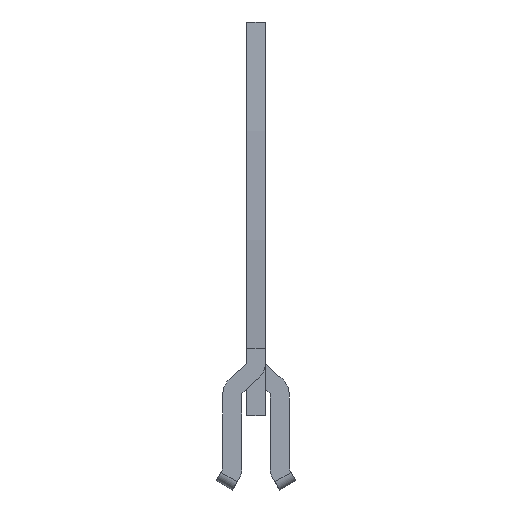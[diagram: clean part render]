
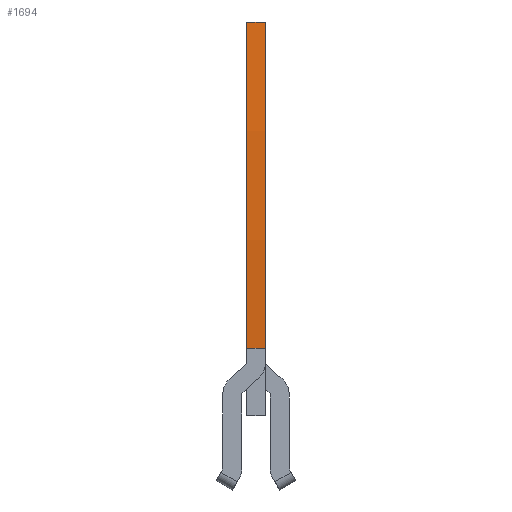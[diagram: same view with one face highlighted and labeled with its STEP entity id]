
A CAD part, left-side view. The second image highlights one B-rep face of the part: STEP entity #1694.
In plain terms, the highlighted cylindrical face has radius 39.15 mm (diameter 78.299 mm), a partial arc.
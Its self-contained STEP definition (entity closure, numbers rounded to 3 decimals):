
#16=CYLINDRICAL_SURFACE('',#1860,39.15);
#72=FACE_OUTER_BOUND('',#164,.T.);
#164=EDGE_LOOP('',(#1333,#1334,#1335,#1336));
#263=CIRCLE('',#1814,39.15);
#294=CIRCLE('',#1846,39.15);
#335=LINE('',#2538,#521);
#434=LINE('',#2820,#620);
#521=VECTOR('',#2007,1000.);
#620=VECTOR('',#2230,1000.);
#720=VERTEX_POINT('',#2535);
#721=VERTEX_POINT('',#2537);
#755=VERTEX_POINT('',#2614);
#822=VERTEX_POINT('',#2751);
#894=EDGE_CURVE('',#721,#720,#335,.T.);
#934=EDGE_CURVE('',#755,#721,#263,.T.);
#1004=EDGE_CURVE('',#822,#720,#294,.T.);
#1042=EDGE_CURVE('',#755,#822,#434,.T.);
#1333=ORIENTED_EDGE('',*,*,#1004,.F.);
#1334=ORIENTED_EDGE('',*,*,#1042,.F.);
#1335=ORIENTED_EDGE('',*,*,#934,.T.);
#1336=ORIENTED_EDGE('',*,*,#894,.T.);
#1694=ADVANCED_FACE('',(#72),#16,.T.);
#1814=AXIS2_PLACEMENT_3D('',#2615,#2066,#2067);
#1846=AXIS2_PLACEMENT_3D('',#2753,#2169,#2170);
#1860=AXIS2_PLACEMENT_3D('',#2821,#2231,#2232);
#2007=DIRECTION('',(0.,-1.,0.));
#2066=DIRECTION('center_axis',(0.,-1.,0.));
#2067=DIRECTION('ref_axis',(1.,0.,0.));
#2169=DIRECTION('center_axis',(0.,-1.,0.));
#2170=DIRECTION('ref_axis',(1.,0.,0.));
#2230=DIRECTION('',(0.,-1.,0.));
#2231=DIRECTION('center_axis',(0.,-1.,0.));
#2232=DIRECTION('ref_axis',(0.,0.,-1.));
#2535=CARTESIAN_POINT('',(-3.66,0.,-1.77));
#2537=CARTESIAN_POINT('',(-3.66,0.4,-1.77));
#2538=CARTESIAN_POINT('',(-3.66,0.4,-1.77));
#2614=CARTESIAN_POINT('',(-3.731,0.4,5.129));
#2615=CARTESIAN_POINT('Origin',(35.3,0.4,2.082));
#2751=CARTESIAN_POINT('',(-3.731,0.,5.129));
#2753=CARTESIAN_POINT('Origin',(35.3,0.,2.082));
#2820=CARTESIAN_POINT('',(-3.731,0.4,5.129));
#2821=CARTESIAN_POINT('Origin',(35.3,0.4,2.082));
